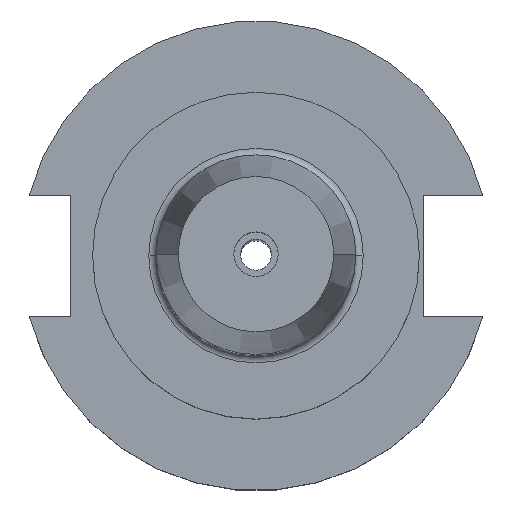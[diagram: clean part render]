
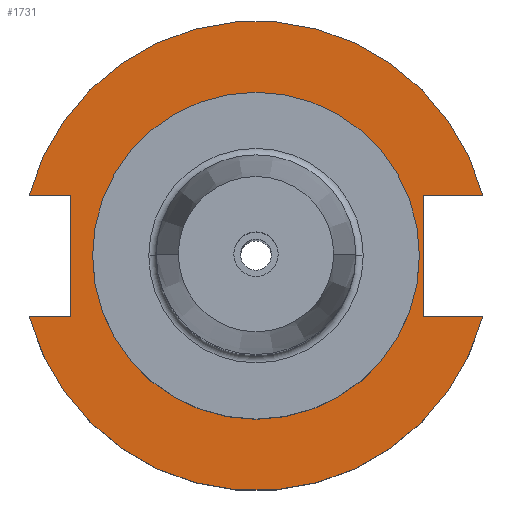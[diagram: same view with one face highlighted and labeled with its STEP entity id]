
A CAD part, top view. The second image highlights one B-rep face of the part: STEP entity #1731.
In plain terms, the highlighted planar face has unit normal (0, 0, 1).
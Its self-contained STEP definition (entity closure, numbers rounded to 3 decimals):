
#9 = ORIENTED_EDGE ( 'NONE', *, *, #1697, .T. ) ;
#32 = EDGE_CURVE ( 'NONE', #673, #1710, #1518, .T. ) ;
#39 = DIRECTION ( 'NONE',  ( 0., 0., -1. ) ) ;
#96 = VECTOR ( 'NONE', #467, 1000. ) ;
#102 = DIRECTION ( 'NONE',  ( 1., 0., 0. ) ) ;
#111 = CARTESIAN_POINT ( 'NONE',  ( -30.675, -8.191, 19.05 ) ) ;
#123 = ORIENTED_EDGE ( 'NONE', *, *, #32, .F. ) ;
#137 = AXIS2_PLACEMENT_3D ( 'NONE', #356, #1272, #488 ) ;
#146 = FACE_OUTER_BOUND ( 'NONE', #410, .T. ) ;
#147 = DIRECTION ( 'NONE',  ( -1., 0., 0. ) ) ;
#152 = CARTESIAN_POINT ( 'NONE',  ( 22.606, -8.191, 19.05 ) ) ;
#159 = CARTESIAN_POINT ( 'NONE',  ( 22.606, 22.1, 19.05 ) ) ;
#195 = ORIENTED_EDGE ( 'NONE', *, *, #1752, .F. ) ;
#239 = CARTESIAN_POINT ( 'NONE',  ( -61.091, 8.191, 19.05 ) ) ;
#252 = DIRECTION ( 'NONE',  ( 0., 0., 1. ) ) ;
#260 = EDGE_CURVE ( 'NONE', #807, #911, #617, .T. ) ;
#299 = DIRECTION ( 'NONE',  ( 0., 1., 0. ) ) ;
#312 = DIRECTION ( 'NONE',  ( 0., -1., 0. ) ) ;
#356 = CARTESIAN_POINT ( 'NONE',  ( 0., 0., 19.05 ) ) ;
#383 = ORIENTED_EDGE ( 'NONE', *, *, #1406, .T. ) ;
#404 = EDGE_CURVE ( 'NONE', #1710, #673, #1745, .T. ) ;
#410 = EDGE_LOOP ( 'NONE', ( #1076, #195, #9, #747, #1282, #1141, #383, #802 ) ) ;
#467 = DIRECTION ( 'NONE',  ( 1., 0., 0. ) ) ;
#488 = DIRECTION ( 'NONE',  ( 1., 0., 0. ) ) ;
#492 = LINE ( 'NONE', #239, #1554 ) ;
#504 = VERTEX_POINT ( 'NONE', #111 ) ;
#522 = LINE ( 'NONE', #1036, #828 ) ;
#559 = CARTESIAN_POINT ( 'NONE',  ( -22.1, 0., 19.05 ) ) ;
#568 = CARTESIAN_POINT ( 'NONE',  ( 22.606, 8.191, 19.05 ) ) ;
#587 = CARTESIAN_POINT ( 'NONE',  ( 22.1, 0., 19.05 ) ) ;
#588 = CIRCLE ( 'NONE', #1281, 31.75 ) ;
#617 = LINE ( 'NONE', #159, #1588 ) ;
#651 = DIRECTION ( 'NONE',  ( 1., 0., 0. ) ) ;
#673 = VERTEX_POINT ( 'NONE', #587 ) ;
#713 = DIRECTION ( 'NONE',  ( 0., 0., 1. ) ) ;
#720 = PLANE ( 'NONE',  #1653 ) ;
#742 = LINE ( 'NONE', #1099, #1490 ) ;
#747 = ORIENTED_EDGE ( 'NONE', *, *, #1266, .F. ) ;
#793 = EDGE_CURVE ( 'NONE', #1135, #911, #1663, .T. ) ;
#802 = ORIENTED_EDGE ( 'NONE', *, *, #1170, .T. ) ;
#803 = DIRECTION ( 'NONE',  ( 0., 0., 1. ) ) ;
#807 = VERTEX_POINT ( 'NONE', #152 ) ;
#818 = VERTEX_POINT ( 'NONE', #1209 ) ;
#828 = VECTOR ( 'NONE', #102, 1000. ) ;
#906 = CARTESIAN_POINT ( 'NONE',  ( 30.675, -8.191, 19.05 ) ) ;
#911 = VERTEX_POINT ( 'NONE', #568 ) ;
#935 = EDGE_CURVE ( 'NONE', #818, #1283, #742, .T. ) ;
#945 = VECTOR ( 'NONE', #147, 1000. ) ;
#979 = DIRECTION ( 'NONE',  ( -1., 0., 0. ) ) ;
#982 = VERTEX_POINT ( 'NONE', #1646 ) ;
#1036 = CARTESIAN_POINT ( 'NONE',  ( 0., -8.191, 19.05 ) ) ;
#1042 = CARTESIAN_POINT ( 'NONE',  ( 0., 0., 19.05 ) ) ;
#1074 = CARTESIAN_POINT ( 'NONE',  ( 0., 8.191, 19.05 ) ) ;
#1076 = ORIENTED_EDGE ( 'NONE', *, *, #935, .T. ) ;
#1099 = CARTESIAN_POINT ( 'NONE',  ( -25.091, 8.191, 19.05 ) ) ;
#1121 = LINE ( 'NONE', #1251, #96 ) ;
#1135 = VERTEX_POINT ( 'NONE', #1292 ) ;
#1141 = ORIENTED_EDGE ( 'NONE', *, *, #793, .F. ) ;
#1152 = AXIS2_PLACEMENT_3D ( 'NONE', #1604, #803, #1748 ) ;
#1160 = FACE_BOUND ( 'NONE', #1229, .T. ) ;
#1161 = DIRECTION ( 'NONE',  ( 1., 0., 0. ) ) ;
#1170 = EDGE_CURVE ( 'NONE', #982, #818, #492, .T. ) ;
#1209 = CARTESIAN_POINT ( 'NONE',  ( -25.091, 8.191, 19.05 ) ) ;
#1229 = EDGE_LOOP ( 'NONE', ( #123, #1286 ) ) ;
#1240 = CIRCLE ( 'NONE', #1152, 31.75 ) ;
#1251 = CARTESIAN_POINT ( 'NONE',  ( -61.091, -8.191, 19.05 ) ) ;
#1266 = EDGE_CURVE ( 'NONE', #807, #1559, #522, .T. ) ;
#1272 = DIRECTION ( 'NONE',  ( 0., 0., 1. ) ) ;
#1281 = AXIS2_PLACEMENT_3D ( 'NONE', #1512, #713, #1649 ) ;
#1282 = ORIENTED_EDGE ( 'NONE', *, *, #260, .T. ) ;
#1283 = VERTEX_POINT ( 'NONE', #1719 ) ;
#1286 = ORIENTED_EDGE ( 'NONE', *, *, #404, .F. ) ;
#1292 = CARTESIAN_POINT ( 'NONE',  ( 30.675, 8.191, 19.05 ) ) ;
#1329 = AXIS2_PLACEMENT_3D ( 'NONE', #1042, #252, #651 ) ;
#1406 = EDGE_CURVE ( 'NONE', #1135, #982, #1240, .T. ) ;
#1490 = VECTOR ( 'NONE', #312, 1000. ) ;
#1512 = CARTESIAN_POINT ( 'NONE',  ( 0., 0., 19.05 ) ) ;
#1518 = CIRCLE ( 'NONE', #1329, 22.1 ) ;
#1554 = VECTOR ( 'NONE', #1161, 1000. ) ;
#1559 = VERTEX_POINT ( 'NONE', #906 ) ;
#1588 = VECTOR ( 'NONE', #299, 1000. ) ;
#1604 = CARTESIAN_POINT ( 'NONE',  ( 0., 0., 19.05 ) ) ;
#1646 = CARTESIAN_POINT ( 'NONE',  ( -30.675, 8.191, 19.05 ) ) ;
#1649 = DIRECTION ( 'NONE',  ( 1., 0., 0. ) ) ;
#1653 = AXIS2_PLACEMENT_3D ( 'NONE', #1657, #39, #979 ) ;
#1657 = CARTESIAN_POINT ( 'NONE',  ( 0., 22.1, 19.05 ) ) ;
#1663 = LINE ( 'NONE', #1074, #945 ) ;
#1697 = EDGE_CURVE ( 'NONE', #504, #1559, #588, .T. ) ;
#1710 = VERTEX_POINT ( 'NONE', #559 ) ;
#1719 = CARTESIAN_POINT ( 'NONE',  ( -25.091, -8.191, 19.05 ) ) ;
#1731 = ADVANCED_FACE ( 'NONE', ( #1160, #146 ), #720, .F. ) ;
#1745 = CIRCLE ( 'NONE', #137, 22.1 ) ;
#1748 = DIRECTION ( 'NONE',  ( 1., 0., 0. ) ) ;
#1752 = EDGE_CURVE ( 'NONE', #504, #1283, #1121, .T. ) ;
